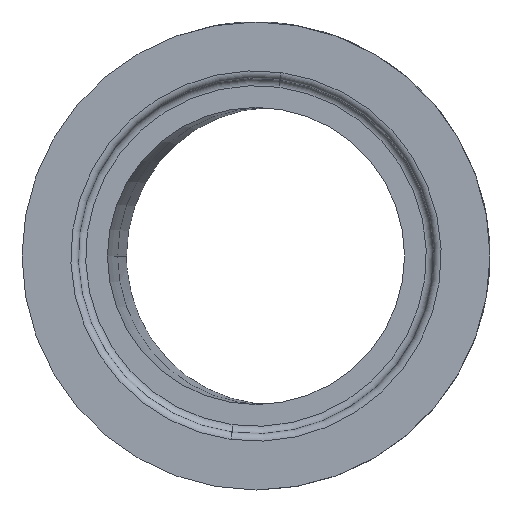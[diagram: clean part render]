
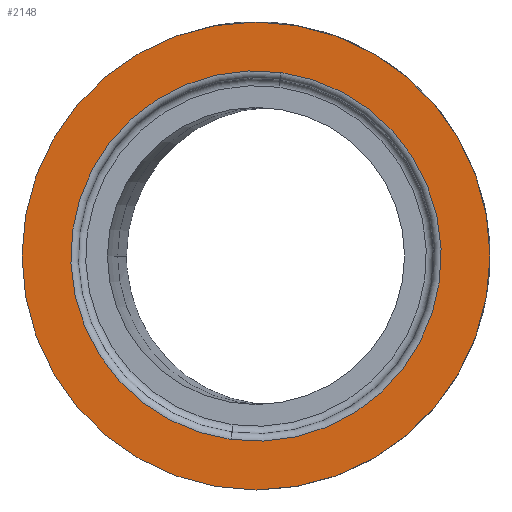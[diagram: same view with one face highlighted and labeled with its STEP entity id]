
A CAD part, front view. The second image highlights one B-rep face of the part: STEP entity #2148.
In plain terms, the highlighted planar face has unit normal (0, -1, 0).
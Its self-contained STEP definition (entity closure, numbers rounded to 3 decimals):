
#175 = CARTESIAN_POINT ( 'NONE',  ( 0., -85., 0. ) ) ;
#613 = CARTESIAN_POINT ( 'NONE',  ( 0., -85., -315. ) ) ;
#985 = DIRECTION ( 'NONE',  ( 0., 0., -1. ) ) ;
#1048 = DIRECTION ( 'NONE',  ( 0., -1., 0. ) ) ;
#1103 = EDGE_CURVE ( 'NONE', #10874, #3310, #6194, .T. ) ;
#2139 = EDGE_CURVE ( 'NONE', #9496, #2625, #8265, .T. ) ;
#2148 = ADVANCED_FACE ( 'NONE', ( #3554, #10989 ), #8189, .T. ) ;
#2300 = AXIS2_PLACEMENT_3D ( 'NONE', #175, #11474, #7916 ) ;
#2625 = VERTEX_POINT ( 'NONE', #13989 ) ;
#2752 = AXIS2_PLACEMENT_3D ( 'NONE', #3488, #4706, #6703 ) ;
#3028 = CARTESIAN_POINT ( 'NONE',  ( 33.581, -85., 247.028 ) ) ;
#3198 = CARTESIAN_POINT ( 'NONE',  ( 0., -85., 0. ) ) ;
#3310 = VERTEX_POINT ( 'NONE', #3028 ) ;
#3449 = AXIS2_PLACEMENT_3D ( 'NONE', #9551, #10692, #7330 ) ;
#3488 = CARTESIAN_POINT ( 'NONE',  ( 0., -85., 0. ) ) ;
#3554 = FACE_BOUND ( 'NONE', #13408, .T. ) ;
#3965 = ORIENTED_EDGE ( 'NONE', *, *, #7228, .T. ) ;
#4141 = AXIS2_PLACEMENT_3D ( 'NONE', #13234, #11205, #12286 ) ;
#4706 = DIRECTION ( 'NONE',  ( 0., 1., 0. ) ) ;
#5463 = AXIS2_PLACEMENT_3D ( 'NONE', #3198, #1048, #985 ) ;
#6194 = CIRCLE ( 'NONE', #3449, 249.3 ) ;
#6703 = DIRECTION ( 'NONE',  ( -0.135, 0., -0.991 ) ) ;
#7228 = EDGE_CURVE ( 'NONE', #3310, #10874, #11665, .T. ) ;
#7330 = DIRECTION ( 'NONE',  ( -0.135, 0., -0.991 ) ) ;
#7331 = CIRCLE ( 'NONE', #5463, 315. ) ;
#7757 = ORIENTED_EDGE ( 'NONE', *, *, #1103, .T. ) ;
#7916 = DIRECTION ( 'NONE',  ( 0., 0., -1. ) ) ;
#8189 = PLANE ( 'NONE',  #4141 ) ;
#8244 = CARTESIAN_POINT ( 'NONE',  ( -33.581, -85., -247.028 ) ) ;
#8265 = CIRCLE ( 'NONE', #2300, 315. ) ;
#8981 = ORIENTED_EDGE ( 'NONE', *, *, #2139, .T. ) ;
#9496 = VERTEX_POINT ( 'NONE', #613 ) ;
#9551 = CARTESIAN_POINT ( 'NONE',  ( 0., -85., 0. ) ) ;
#10428 = ORIENTED_EDGE ( 'NONE', *, *, #13175, .T. ) ;
#10540 = EDGE_LOOP ( 'NONE', ( #10428, #8981 ) ) ;
#10692 = DIRECTION ( 'NONE',  ( 0., 1., 0. ) ) ;
#10874 = VERTEX_POINT ( 'NONE', #8244 ) ;
#10989 = FACE_OUTER_BOUND ( 'NONE', #10540, .T. ) ;
#11205 = DIRECTION ( 'NONE',  ( 0., -1., 0. ) ) ;
#11474 = DIRECTION ( 'NONE',  ( 0., -1., 0. ) ) ;
#11665 = CIRCLE ( 'NONE', #2752, 249.3 ) ;
#12286 = DIRECTION ( 'NONE',  ( 0., 0., -1. ) ) ;
#13175 = EDGE_CURVE ( 'NONE', #2625, #9496, #7331, .T. ) ;
#13234 = CARTESIAN_POINT ( 'NONE',  ( 0., -85., 0. ) ) ;
#13408 = EDGE_LOOP ( 'NONE', ( #7757, #3965 ) ) ;
#13989 = CARTESIAN_POINT ( 'NONE',  ( 0., -85., 315. ) ) ;
